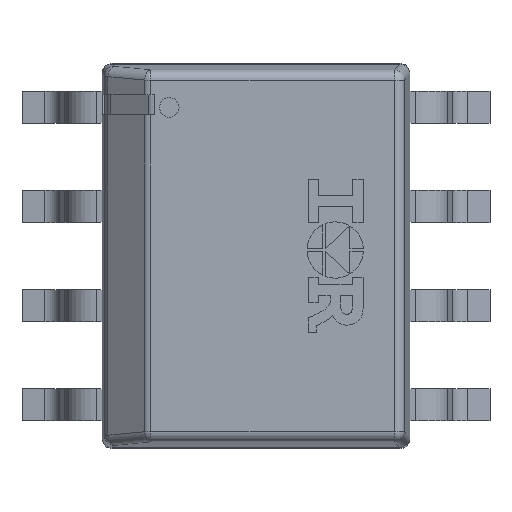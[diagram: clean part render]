
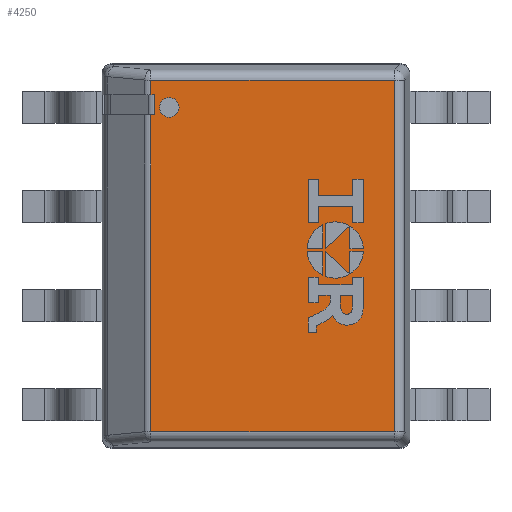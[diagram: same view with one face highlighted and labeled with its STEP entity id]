
A CAD part, top view. The second image highlights one B-rep face of the part: STEP entity #4250.
In plain terms, the highlighted planar face has unit normal (0, 0, 1).
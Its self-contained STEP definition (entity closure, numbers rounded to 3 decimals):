
#18=FACE_BOUND('',#610,.T.);
#103=CIRCLE('',#4562,0.125);
#104=CIRCLE('',#4568,0.125);
#353=FACE_OUTER_BOUND('',#609,.T.);
#609=EDGE_LOOP('',(#2997,#2998,#2999,#3000,#3001,#3002,#3003,#3004));
#610=EDGE_LOOP('',(#3005,#3006));
#875=LINE('',#6373,#1342);
#901=LINE('',#6446,#1368);
#902=LINE('',#6448,#1369);
#903=LINE('',#6450,#1370);
#904=LINE('',#6452,#1371);
#905=LINE('',#6454,#1372);
#906=LINE('',#6455,#1373);
#907=LINE('',#6456,#1374);
#1342=VECTOR('',#5090,1000.);
#1368=VECTOR('',#5158,1000.);
#1369=VECTOR('',#5159,1000.);
#1370=VECTOR('',#5160,1000.);
#1371=VECTOR('',#5161,1000.);
#1372=VECTOR('',#5162,1000.);
#1373=VECTOR('',#5163,1000.);
#1374=VECTOR('',#5164,1000.);
#1797=VERTEX_POINT('',#6336);
#1809=VERTEX_POINT('',#6370);
#1810=VERTEX_POINT('',#6372);
#1824=VERTEX_POINT('',#6412);
#1825=VERTEX_POINT('',#6414);
#1836=VERTEX_POINT('',#6445);
#1837=VERTEX_POINT('',#6447);
#1838=VERTEX_POINT('',#6449);
#1839=VERTEX_POINT('',#6451);
#1840=VERTEX_POINT('',#6453);
#2248=EDGE_CURVE('',#1809,#1810,#875,.T.);
#2268=EDGE_CURVE('',#1824,#1825,#103,.T.);
#2283=EDGE_CURVE('',#1809,#1836,#901,.T.);
#2284=EDGE_CURVE('',#1837,#1836,#902,.T.);
#2285=EDGE_CURVE('',#1837,#1838,#903,.T.);
#2286=EDGE_CURVE('',#1838,#1839,#904,.T.);
#2287=EDGE_CURVE('',#1839,#1840,#905,.T.);
#2288=EDGE_CURVE('',#1840,#1797,#906,.T.);
#2289=EDGE_CURVE('',#1797,#1810,#907,.T.);
#2290=EDGE_CURVE('',#1825,#1824,#104,.T.);
#2997=ORIENTED_EDGE('',*,*,#2248,.F.);
#2998=ORIENTED_EDGE('',*,*,#2283,.T.);
#2999=ORIENTED_EDGE('',*,*,#2284,.F.);
#3000=ORIENTED_EDGE('',*,*,#2285,.T.);
#3001=ORIENTED_EDGE('',*,*,#2286,.T.);
#3002=ORIENTED_EDGE('',*,*,#2287,.T.);
#3003=ORIENTED_EDGE('',*,*,#2288,.T.);
#3004=ORIENTED_EDGE('',*,*,#2289,.T.);
#3005=ORIENTED_EDGE('',*,*,#2290,.F.);
#3006=ORIENTED_EDGE('',*,*,#2268,.F.);
#4058=PLANE('',#4567);
#4250=ADVANCED_FACE('',(#353,#18),#4058,.T.);
#4562=AXIS2_PLACEMENT_3D('',#6415,#5132,#5133);
#4567=AXIS2_PLACEMENT_3D('',#6444,#5156,#5157);
#4568=AXIS2_PLACEMENT_3D('',#6457,#5165,#5166);
#5090=DIRECTION('',(-1.,0.,0.));
#5132=DIRECTION('center_axis',(0.,0.,1.));
#5133=DIRECTION('ref_axis',(0.,-1.,0.));
#5156=DIRECTION('center_axis',(0.,0.,1.));
#5157=DIRECTION('ref_axis',(0.,-1.,0.));
#5158=DIRECTION('',(0.,-1.,0.));
#5159=DIRECTION('',(1.,0.,0.));
#5160=DIRECTION('',(0.,-1.,0.));
#5161=DIRECTION('',(1.,0.,0.));
#5162=DIRECTION('',(0.,1.,0.));
#5163=DIRECTION('',(-1.,0.,0.));
#5164=DIRECTION('',(0.,-1.,0.));
#5165=DIRECTION('center_axis',(0.,0.,1.));
#5166=DIRECTION('ref_axis',(0.,-1.,0.));
#6336=CARTESIAN_POINT('',(-1.347,2.25,1.73));
#6370=CARTESIAN_POINT('',(-1.298,2.065,1.73));
#6372=CARTESIAN_POINT('',(-1.347,2.065,1.73));
#6373=CARTESIAN_POINT('',(0.,2.065,1.73));
#6412=CARTESIAN_POINT('',(-1.11,2.025,1.73));
#6414=CARTESIAN_POINT('',(-1.11,1.775,1.73));
#6415=CARTESIAN_POINT('Origin',(-1.11,1.9,1.73));
#6444=CARTESIAN_POINT('Origin',(0.,0.,1.73));
#6445=CARTESIAN_POINT('',(-1.298,1.805,1.73));
#6446=CARTESIAN_POINT('',(-1.298,1.805,1.73));
#6447=CARTESIAN_POINT('',(-1.347,1.805,1.73));
#6448=CARTESIAN_POINT('',(0.,1.805,1.73));
#6449=CARTESIAN_POINT('',(-1.347,-2.25,1.73));
#6450=CARTESIAN_POINT('',(-1.347,0.,1.73));
#6451=CARTESIAN_POINT('',(1.77,-2.25,1.73));
#6452=CARTESIAN_POINT('',(1.885,-2.25,1.73));
#6453=CARTESIAN_POINT('',(1.77,2.25,1.73));
#6454=CARTESIAN_POINT('',(1.77,2.365,1.73));
#6455=CARTESIAN_POINT('',(-1.391,2.25,1.73));
#6456=CARTESIAN_POINT('',(-1.347,0.,1.73));
#6457=CARTESIAN_POINT('Origin',(-1.11,1.9,1.73));
